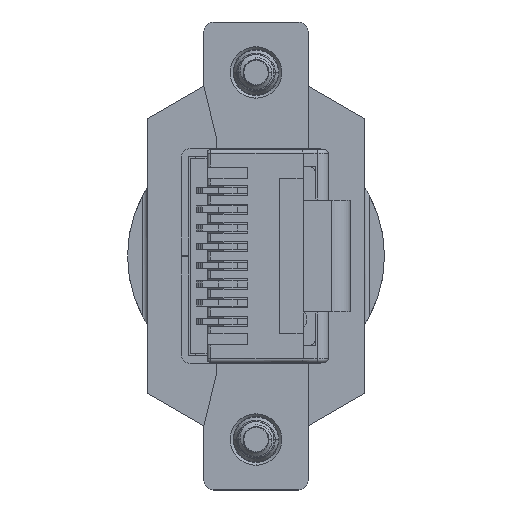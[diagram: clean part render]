
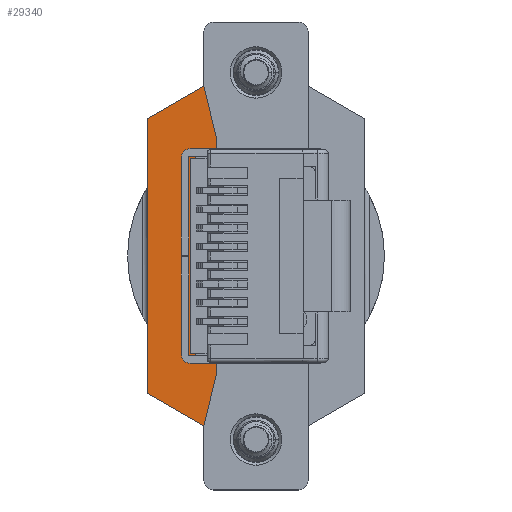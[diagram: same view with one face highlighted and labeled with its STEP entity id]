
A CAD part, left-side view. The second image highlights one B-rep face of the part: STEP entity #29340.
In plain terms, the highlighted face is planar.
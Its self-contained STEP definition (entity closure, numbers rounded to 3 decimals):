
#3049 = ORIENTED_EDGE ( 'NONE', *, *, #68665, .F. ) ;
#3564 = LINE ( 'NONE', #12599, #13762 ) ;
#4188 = CARTESIAN_POINT ( 'NONE',  ( 5.84, 2.135, -2.72 ) ) ;
#4568 = VERTEX_POINT ( 'NONE', #43504 ) ;
#7142 = DIRECTION ( 'NONE',  ( 1., 0., 0. ) ) ;
#7426 = CARTESIAN_POINT ( 'NONE',  ( -6.34, 2.135, -2.72 ) ) ;
#10862 = VECTOR ( 'NONE', #84642, 1000. ) ;
#11806 = DIRECTION ( 'NONE',  ( 0.972, 0.235, 0. ) ) ;
#12270 = VERTEX_POINT ( 'NONE', #36546 ) ;
#12599 = CARTESIAN_POINT ( 'NONE',  ( -6.75, 7.165, -2.72 ) ) ;
#12905 = DIRECTION ( 'NONE',  ( 0.5, -0.866, 0. ) ) ;
#12971 = LINE ( 'NONE', #36053, #26992 ) ;
#13543 = CARTESIAN_POINT ( 'NONE',  ( -5.84, -3.3, -2.72 ) ) ;
#13630 = VECTOR ( 'NONE', #75196, 1000. ) ;
#13762 = VECTOR ( 'NONE', #96215, 1000. ) ;
#14388 = DIRECTION ( 'NONE',  ( 1., 0., 0. ) ) ;
#16336 = EDGE_CURVE ( 'NONE', #30167, #70904, #3564, .T. ) ;
#16706 = CARTESIAN_POINT ( 'NONE',  ( -9.25, 2.835, -2.72 ) ) ;
#16950 = LINE ( 'NONE', #42523, #55096 ) ;
#18918 = DIRECTION ( 'NONE',  ( 1., 0., 0. ) ) ;
#19554 = ORIENTED_EDGE ( 'NONE', *, *, #79770, .T. ) ;
#20006 = ORIENTED_EDGE ( 'NONE', *, *, #64842, .F. ) ;
#22669 = CARTESIAN_POINT ( 'NONE',  ( 6.34, 2.135, -2.72 ) ) ;
#25833 = EDGE_CURVE ( 'NONE', #84304, #70904, #91300, .T. ) ;
#26410 = CARTESIAN_POINT ( 'NONE',  ( 9.24, 2.835, -2.72 ) ) ;
#26992 = VECTOR ( 'NONE', #11806, 1000. ) ;
#29340 = ADVANCED_FACE ( 'NONE', ( #73231 ), #54815, .F. ) ;
#30167 = VERTEX_POINT ( 'NONE', #58704 ) ;
#32878 = LINE ( 'NONE', #13543, #59594 ) ;
#33913 = CARTESIAN_POINT ( 'NONE',  ( 5.84, 3.3, -2.72 ) ) ;
#35038 = CARTESIAN_POINT ( 'NONE',  ( -9.25, 5.9, -2.72 ) ) ;
#35915 = CARTESIAN_POINT ( 'NONE',  ( 5.84, -3.3, -2.72 ) ) ;
#36053 = CARTESIAN_POINT ( 'NONE',  ( 6.34, 2.135, -2.72 ) ) ;
#36376 = CARTESIAN_POINT ( 'NONE',  ( -6.34, 2.135, -2.72 ) ) ;
#36546 = CARTESIAN_POINT ( 'NONE',  ( -5.84, 2.135, -2.72 ) ) ;
#37079 = VERTEX_POINT ( 'NONE', #88387 ) ;
#37543 = EDGE_LOOP ( 'NONE', ( #82968, #103492, #42130, #3049, #66356, #20006, #66198, #103762, #19554, #68518, #90640, #67384 ) ) ;
#37568 = VERTEX_POINT ( 'NONE', #33913 ) ;
#37685 = VERTEX_POINT ( 'NONE', #26410 ) ;
#38509 = CARTESIAN_POINT ( 'NONE',  ( -9.25, -15.864, -2.72 ) ) ;
#41825 = DIRECTION ( 'NONE',  ( -1., 0., 0. ) ) ;
#42130 = ORIENTED_EDGE ( 'NONE', *, *, #73085, .T. ) ;
#42523 = CARTESIAN_POINT ( 'NONE',  ( 6.75, 7.165, -2.72 ) ) ;
#43153 = CARTESIAN_POINT ( 'NONE',  ( 5.84, 3.3, -2.72 ) ) ;
#43504 = CARTESIAN_POINT ( 'NONE',  ( 9.25, 2.835, -2.72 ) ) ;
#43709 = EDGE_CURVE ( 'NONE', #30167, #37079, #67014, .T. ) ;
#44067 = DIRECTION ( 'NONE',  ( 0., 1., 0. ) ) ;
#45356 = VECTOR ( 'NONE', #18918, 1000. ) ;
#45493 = LINE ( 'NONE', #43153, #13630 ) ;
#46227 = VECTOR ( 'NONE', #7142, 1000. ) ;
#46661 = DIRECTION ( 'NONE',  ( -1., 0., 0. ) ) ;
#49225 = VECTOR ( 'NONE', #41825, 1000. ) ;
#52794 = CARTESIAN_POINT ( 'NONE',  ( -7.48, 5.9, -2.72 ) ) ;
#53436 = VERTEX_POINT ( 'NONE', #4188 ) ;
#53741 = DIRECTION ( 'NONE',  ( 0., -1., 0. ) ) ;
#54815 = PLANE ( 'NONE',  #69747 ) ;
#54924 = EDGE_CURVE ( 'NONE', #37079, #68532, #98287, .T. ) ;
#55096 = VECTOR ( 'NONE', #12905, 1000. ) ;
#56350 = CARTESIAN_POINT ( 'NONE',  ( 5.84, 2.135, -2.72 ) ) ;
#58704 = CARTESIAN_POINT ( 'NONE',  ( -9.25, 2.835, -2.72 ) ) ;
#59594 = VECTOR ( 'NONE', #53741, 1000. ) ;
#61087 = CARTESIAN_POINT ( 'NONE',  ( 7.48, 5.9, -2.72 ) ) ;
#63556 = EDGE_CURVE ( 'NONE', #37568, #96221, #45493, .T. ) ;
#64353 = DIRECTION ( 'NONE',  ( 0.972, -0.235, 0. ) ) ;
#64842 = EDGE_CURVE ( 'NONE', #53436, #37568, #96359, .T. ) ;
#66198 = ORIENTED_EDGE ( 'NONE', *, *, #85342, .T. ) ;
#66299 = VECTOR ( 'NONE', #14388, 1000. ) ;
#66356 = ORIENTED_EDGE ( 'NONE', *, *, #63556, .F. ) ;
#66441 = VECTOR ( 'NONE', #64353, 1000. ) ;
#67014 = LINE ( 'NONE', #75172, #45356 ) ;
#67384 = ORIENTED_EDGE ( 'NONE', *, *, #16336, .F. ) ;
#67870 = LINE ( 'NONE', #16706, #46227 ) ;
#68518 = ORIENTED_EDGE ( 'NONE', *, *, #80577, .F. ) ;
#68532 = VERTEX_POINT ( 'NONE', #36376 ) ;
#68665 = EDGE_CURVE ( 'NONE', #96221, #12270, #32878, .T. ) ;
#69747 = AXIS2_PLACEMENT_3D ( 'NONE', #38509, #86888, #46661 ) ;
#70904 = VERTEX_POINT ( 'NONE', #52794 ) ;
#73085 = EDGE_CURVE ( 'NONE', #68532, #12270, #97474, .T. ) ;
#73231 = FACE_OUTER_BOUND ( 'NONE', #37543, .T. ) ;
#75172 = CARTESIAN_POINT ( 'NONE',  ( -9.25, 2.835, -2.72 ) ) ;
#75196 = DIRECTION ( 'NONE',  ( -1., 0., 0. ) ) ;
#79770 = EDGE_CURVE ( 'NONE', #37685, #4568, #67870, .T. ) ;
#80577 = EDGE_CURVE ( 'NONE', #84304, #4568, #16950, .T. ) ;
#82968 = ORIENTED_EDGE ( 'NONE', *, *, #43709, .T. ) ;
#84304 = VERTEX_POINT ( 'NONE', #61087 ) ;
#84642 = DIRECTION ( 'NONE',  ( 1., 0., 0. ) ) ;
#85342 = EDGE_CURVE ( 'NONE', #53436, #102615, #96798, .T. ) ;
#86888 = DIRECTION ( 'NONE',  ( 0., 0., -1. ) ) ;
#88387 = CARTESIAN_POINT ( 'NONE',  ( -9.24, 2.835, -2.72 ) ) ;
#90246 = EDGE_CURVE ( 'NONE', #102615, #37685, #12971, .T. ) ;
#90640 = ORIENTED_EDGE ( 'NONE', *, *, #25833, .T. ) ;
#91300 = LINE ( 'NONE', #35038, #49225 ) ;
#94959 = CARTESIAN_POINT ( 'NONE',  ( -5.84, 3.3, -2.72 ) ) ;
#96215 = DIRECTION ( 'NONE',  ( 0.5, 0.866, 0. ) ) ;
#96221 = VERTEX_POINT ( 'NONE', #94959 ) ;
#96359 = LINE ( 'NONE', #35915, #97586 ) ;
#96798 = LINE ( 'NONE', #56350, #66299 ) ;
#97474 = LINE ( 'NONE', #101328, #10862 ) ;
#97586 = VECTOR ( 'NONE', #44067, 1000. ) ;
#98287 = LINE ( 'NONE', #7426, #66441 ) ;
#101328 = CARTESIAN_POINT ( 'NONE',  ( -5.84, 2.135, -2.72 ) ) ;
#102615 = VERTEX_POINT ( 'NONE', #22669 ) ;
#103492 = ORIENTED_EDGE ( 'NONE', *, *, #54924, .T. ) ;
#103762 = ORIENTED_EDGE ( 'NONE', *, *, #90246, .T. ) ;
